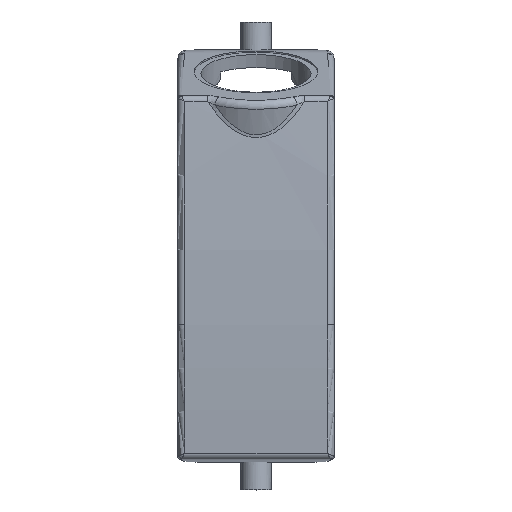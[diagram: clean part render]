
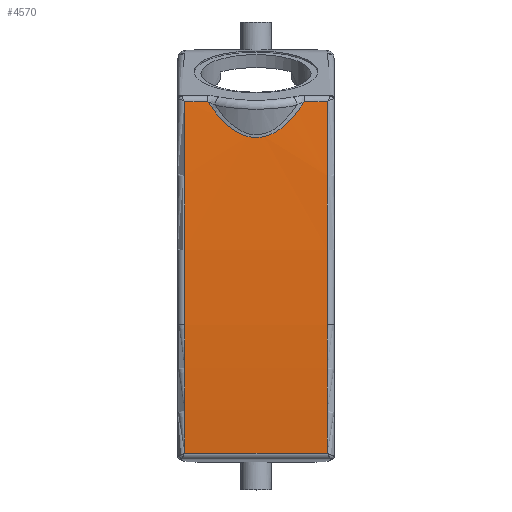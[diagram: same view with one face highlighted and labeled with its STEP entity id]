
A CAD part, top view. The second image highlights one B-rep face of the part: STEP entity #4570.
In plain terms, the highlighted cylindrical face has radius 600 mm (diameter 1200 mm), a partial arc.
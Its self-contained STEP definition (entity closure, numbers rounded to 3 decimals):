
#4453=AXIS2_PLACEMENT_3D('Circle Axis2P3D',#4451,#4452,$) ;
#4518=AXIS2_PLACEMENT_3D('Cylinder Axis2P3D',#4515,#4516,#4517) ;
#4545=AXIS2_PLACEMENT_3D('Circle Axis2P3D',#4543,#4544,$) ;
#4550=AXIS2_PLACEMENT_3D('Circle Axis2P3D',#4548,#4549,$) ;
#4557=AXIS2_PLACEMENT_3D('Circle Axis2P3D',#4555,#4556,$) ;
#2386=CARTESIAN_POINT('Line Origine',(22.75,112.788,58.847)) ;
#2390=CARTESIAN_POINT('Vertex',(8.678,112.788,58.847)) ;
#2392=CARTESIAN_POINT('Vertex',(2.,112.788,58.847)) ;
#2587=CARTESIAN_POINT('Vertex',(36.822,112.788,58.847)) ;
#2610=CARTESIAN_POINT('Line Origine',(22.75,112.788,58.847)) ;
#2614=CARTESIAN_POINT('Vertex',(43.5,112.788,58.847)) ;
#3756=CARTESIAN_POINT('Vertex',(43.5,10.572,58.792)) ;
#3759=CARTESIAN_POINT('Line Origine',(22.75,10.572,58.792)) ;
#3763=CARTESIAN_POINT('Vertex',(2.,10.572,58.792)) ;
#4448=CARTESIAN_POINT('Vertex',(2.,47.943,60.835)) ;
#4451=CARTESIAN_POINT('Axis2P3D Location',(2.,62.,-539.)) ;
#4515=CARTESIAN_POINT('Axis2P3D Location',(22.75,62.,-539.)) ;
#4521=CARTESIAN_POINT('Control Point',(8.678,112.788,58.847)) ;
#4522=CARTESIAN_POINT('Control Point',(9.133,112.056,58.909)) ;
#4523=CARTESIAN_POINT('Control Point',(9.607,111.334,58.969)) ;
#4524=CARTESIAN_POINT('Control Point',(10.1,110.626,59.027)) ;
#4525=CARTESIAN_POINT('Control Point',(11.532,108.697,59.182)) ;
#4526=CARTESIAN_POINT('Control Point',(13.151,106.906,59.319)) ;
#4527=CARTESIAN_POINT('Control Point',(14.277,105.831,59.398)) ;
#4528=CARTESIAN_POINT('Control Point',(16.297,104.246,59.512)) ;
#4529=CARTESIAN_POINT('Control Point',(18.6,103.125,59.589)) ;
#4530=CARTESIAN_POINT('Control Point',(19.548,102.772,59.613)) ;
#4531=CARTESIAN_POINT('Control Point',(21.459,102.303,59.645)) ;
#4532=CARTESIAN_POINT('Control Point',(23.427,102.292,59.646)) ;
#4533=CARTESIAN_POINT('Control Point',(24.377,102.402,59.638)) ;
#4534=CARTESIAN_POINT('Control Point',(26.614,102.924,59.603)) ;
#4535=CARTESIAN_POINT('Control Point',(28.666,103.969,59.531)) ;
#4536=CARTESIAN_POINT('Control Point',(29.782,104.716,59.478)) ;
#4537=CARTESIAN_POINT('Control Point',(32.091,106.58,59.344)) ;
#4538=CARTESIAN_POINT('Control Point',(34.054,108.792,59.175)) ;
#4539=CARTESIAN_POINT('Control Point',(35.049,110.079,59.073)) ;
#4540=CARTESIAN_POINT('Control Point',(35.968,111.414,58.963)) ;
#4541=CARTESIAN_POINT('Control Point',(36.822,112.788,58.847)) ;
#4543=CARTESIAN_POINT('Axis2P3D Location',(2.,62.,-539.)) ;
#4548=CARTESIAN_POINT('Axis2P3D Location',(43.5,62.,-539.)) ;
#4552=CARTESIAN_POINT('Vertex',(43.5,47.943,60.835)) ;
#4555=CARTESIAN_POINT('Axis2P3D Location',(43.5,62.,-539.)) ;
#2387=DIRECTION('Vector Direction',(1.,0.,0.)) ;
#2611=DIRECTION('Vector Direction',(1.,0.,0.)) ;
#3760=DIRECTION('Vector Direction',(-1.,0.,0.)) ;
#4452=DIRECTION('Axis2P3D Direction',(-1.,0.,0.)) ;
#4516=DIRECTION('Axis2P3D Direction',(-1.,0.,0.)) ;
#4517=DIRECTION('Axis2P3D XDirection',(0.,-0.317,0.949)) ;
#4544=DIRECTION('Axis2P3D Direction',(-1.,0.,0.)) ;
#4549=DIRECTION('Axis2P3D Direction',(-1.,0.,0.)) ;
#4556=DIRECTION('Axis2P3D Direction',(-1.,0.,0.)) ;
#2388=VECTOR('Line Direction',#2387,1.) ;
#2612=VECTOR('Line Direction',#2611,1.) ;
#3761=VECTOR('Line Direction',#3760,1.) ;
#4561=ORIENTED_EDGE('',*,*,#4542,.T.) ;
#4562=ORIENTED_EDGE('',*,*,#2394,.T.) ;
#4563=ORIENTED_EDGE('',*,*,#4455,.T.) ;
#4564=ORIENTED_EDGE('',*,*,#4547,.T.) ;
#4565=ORIENTED_EDGE('',*,*,#3765,.T.) ;
#4566=ORIENTED_EDGE('',*,*,#4554,.T.) ;
#4567=ORIENTED_EDGE('',*,*,#4559,.T.) ;
#4568=ORIENTED_EDGE('',*,*,#2616,.T.) ;
#4570=ADVANCED_FACE('Hood',(#4569),#4519,.T.) ;
#4520=B_SPLINE_CURVE_WITH_KNOTS('',5,(#4521,#4522,#4523,#4524,#4525,#4526,#4527,#4528,#4529,#4530,#4531,#4532,#4533,#4534,#4535,#4536,#4537,#4538,#4539,#4540,#4541),.UNSPECIFIED.,.F.,.U.,(6,3,3,3,3,3,6),(0.,6.161,17.123,24.198,30.879,40.299,51.859),.UNSPECIFIED.) ;
#4454=CIRCLE('generated circle',#4453,600.) ;
#4546=CIRCLE('generated circle',#4545,600.) ;
#4551=CIRCLE('generated circle',#4550,600.) ;
#4558=CIRCLE('generated circle',#4557,600.) ;
#4519=CYLINDRICAL_SURFACE('generated cylinder',#4518,600.) ;
#2394=EDGE_CURVE('',#2391,#2393,#2389,.F.) ;
#2616=EDGE_CURVE('',#2615,#2588,#2613,.F.) ;
#3765=EDGE_CURVE('',#3764,#3757,#3762,.F.) ;
#4455=EDGE_CURVE('',#2393,#4449,#4454,.F.) ;
#4542=EDGE_CURVE('',#2588,#2391,#4520,.F.) ;
#4547=EDGE_CURVE('',#4449,#3764,#4546,.F.) ;
#4554=EDGE_CURVE('',#3757,#4553,#4551,.T.) ;
#4559=EDGE_CURVE('',#4553,#2615,#4558,.T.) ;
#4560=EDGE_LOOP('',(#4561,#4562,#4563,#4564,#4565,#4566,#4567,#4568)) ;
#4569=FACE_OUTER_BOUND('',#4560,.T.) ;
#2389=LINE('Line',#2386,#2388) ;
#2613=LINE('Line',#2610,#2612) ;
#3762=LINE('Line',#3759,#3761) ;
#2391=VERTEX_POINT('',#2390) ;
#2393=VERTEX_POINT('',#2392) ;
#2588=VERTEX_POINT('',#2587) ;
#2615=VERTEX_POINT('',#2614) ;
#3757=VERTEX_POINT('',#3756) ;
#3764=VERTEX_POINT('',#3763) ;
#4449=VERTEX_POINT('',#4448) ;
#4553=VERTEX_POINT('',#4552) ;
